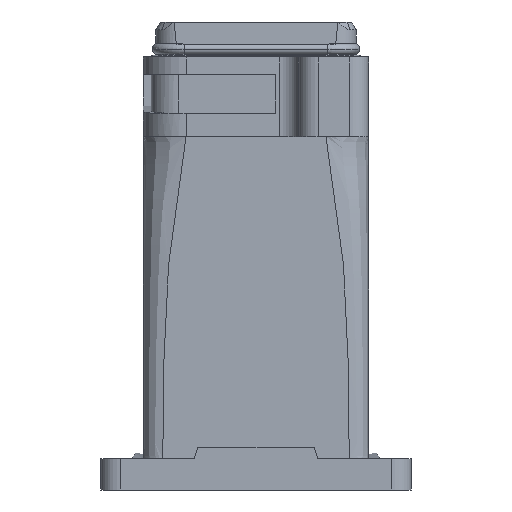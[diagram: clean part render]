
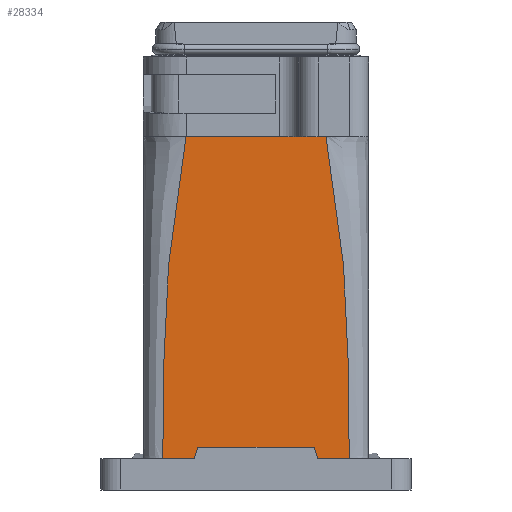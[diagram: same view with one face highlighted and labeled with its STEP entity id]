
A CAD part, front view. The second image highlights one B-rep face of the part: STEP entity #28334.
In plain terms, the highlighted planar face has unit normal (0, -1, 0).
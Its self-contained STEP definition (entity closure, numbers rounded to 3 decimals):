
#28232=AXIS2_PLACEMENT_3D('Plane Axis2P3D',#28229,#28230,#28231) ;
#25258=CARTESIAN_POINT('Line Origine',(40.,30.,11.)) ;
#25262=CARTESIAN_POINT('Vertex',(25.,30.,11.)) ;
#25264=CARTESIAN_POINT('Vertex',(55.,30.,11.)) ;
#27441=CARTESIAN_POINT('Vertex',(55.938,30.,8.)) ;
#27444=CARTESIAN_POINT('Line Origine',(55.469,30.,9.5)) ;
#27652=CARTESIAN_POINT('Line Origine',(24.531,30.,9.5)) ;
#27656=CARTESIAN_POINT('Vertex',(24.063,30.,8.)) ;
#28229=CARTESIAN_POINT('Axis2P3D Location',(69.,30.,8.)) ;
#28234=CARTESIAN_POINT('Line Origine',(40.,30.,91.)) ;
#28238=CARTESIAN_POINT('Vertex',(22.,30.,91.)) ;
#28240=CARTESIAN_POINT('Vertex',(58.,30.,91.)) ;
#28244=CARTESIAN_POINT('Control Point',(22.,30.,91.)) ;
#28245=CARTESIAN_POINT('Control Point',(22.,30.,90.714)) ;
#28246=CARTESIAN_POINT('Control Point',(22.,30.,90.438)) ;
#28247=CARTESIAN_POINT('Control Point',(21.999,30.,90.182)) ;
#28248=CARTESIAN_POINT('Control Point',(21.995,30.,89.571)) ;
#28249=CARTESIAN_POINT('Control Point',(21.982,30.,88.96)) ;
#28250=CARTESIAN_POINT('Control Point',(21.972,30.,88.638)) ;
#28251=CARTESIAN_POINT('Control Point',(21.889,30.,86.691)) ;
#28252=CARTESIAN_POINT('Control Point',(21.662,30.,84.749)) ;
#28253=CARTESIAN_POINT('Control Point',(21.331,30.,83.131)) ;
#28254=CARTESIAN_POINT('Control Point',(20.696,30.,80.515)) ;
#28255=CARTESIAN_POINT('Control Point',(20.049,30.,77.9)) ;
#28256=CARTESIAN_POINT('Control Point',(19.809,30.,76.874)) ;
#28257=CARTESIAN_POINT('Control Point',(19.525,30.,75.505)) ;
#28258=CARTESIAN_POINT('Control Point',(19.285,30.,74.131)) ;
#28259=CARTESIAN_POINT('Control Point',(19.228,30.,73.787)) ;
#28260=CARTESIAN_POINT('Control Point',(19.12,30.,73.107)) ;
#28261=CARTESIAN_POINT('Control Point',(19.02,30.,72.427)) ;
#28262=CARTESIAN_POINT('Control Point',(18.965,30.,72.045)) ;
#28263=CARTESIAN_POINT('Control Point',(17.978,30.,65.049)) ;
#28264=CARTESIAN_POINT('Control Point',(17.402,30.,58.016)) ;
#28265=CARTESIAN_POINT('Control Point',(16.985,30.,51.276)) ;
#28266=CARTESIAN_POINT('Control Point',(16.384,30.,38.769)) ;
#28267=CARTESIAN_POINT('Control Point',(16.085,30.,26.256)) ;
#28268=CARTESIAN_POINT('Control Point',(16.006,30.,20.443)) ;
#28269=CARTESIAN_POINT('Control Point',(16.,30.,14.487)) ;
#28270=CARTESIAN_POINT('Control Point',(16.,30.,8.532)) ;
#28271=CARTESIAN_POINT('Control Point',(16.,30.,8.374)) ;
#28272=CARTESIAN_POINT('Control Point',(16.,30.,8.197)) ;
#28273=CARTESIAN_POINT('Control Point',(16.,30.,8.)) ;
#28274=CARTESIAN_POINT('Vertex',(16.,30.,8.)) ;
#28277=CARTESIAN_POINT('Line Origine',(20.031,30.,8.)) ;
#28282=CARTESIAN_POINT('Line Origine',(59.969,30.,8.)) ;
#28286=CARTESIAN_POINT('Vertex',(64.,30.,8.)) ;
#28290=CARTESIAN_POINT('Control Point',(58.,30.,91.)) ;
#28291=CARTESIAN_POINT('Control Point',(58.,30.,90.707)) ;
#28292=CARTESIAN_POINT('Control Point',(58.,30.,90.42)) ;
#28293=CARTESIAN_POINT('Control Point',(58.001,30.,90.157)) ;
#28294=CARTESIAN_POINT('Control Point',(58.006,30.,89.545)) ;
#28295=CARTESIAN_POINT('Control Point',(58.02,30.,88.934)) ;
#28296=CARTESIAN_POINT('Control Point',(58.03,30.,88.618)) ;
#28297=CARTESIAN_POINT('Control Point',(58.086,30.,87.387)) ;
#28298=CARTESIAN_POINT('Control Point',(58.201,30.,86.159)) ;
#28299=CARTESIAN_POINT('Control Point',(58.327,30.,85.25)) ;
#28300=CARTESIAN_POINT('Control Point',(58.608,30.,83.663)) ;
#28301=CARTESIAN_POINT('Control Point',(58.964,30.,82.087)) ;
#28302=CARTESIAN_POINT('Control Point',(59.127,30.,81.412)) ;
#28303=CARTESIAN_POINT('Control Point',(59.551,30.,79.704)) ;
#28304=CARTESIAN_POINT('Control Point',(59.979,30.,77.997)) ;
#28305=CARTESIAN_POINT('Control Point',(60.224,30.,76.959)) ;
#28306=CARTESIAN_POINT('Control Point',(60.509,30.,75.575)) ;
#28307=CARTESIAN_POINT('Control Point',(60.747,30.,74.186)) ;
#28308=CARTESIAN_POINT('Control Point',(60.804,30.,73.841)) ;
#28309=CARTESIAN_POINT('Control Point',(60.911,30.,73.155)) ;
#28310=CARTESIAN_POINT('Control Point',(61.011,30.,72.468)) ;
#28311=CARTESIAN_POINT('Control Point',(61.063,30.,72.099)) ;
#28312=CARTESIAN_POINT('Control Point',(62.042,30.,65.089)) ;
#28313=CARTESIAN_POINT('Control Point',(62.611,30.,58.041)) ;
#28314=CARTESIAN_POINT('Control Point',(63.023,30.,51.293)) ;
#28315=CARTESIAN_POINT('Control Point',(63.618,30.,38.778)) ;
#28316=CARTESIAN_POINT('Control Point',(63.916,30.,26.256)) ;
#28317=CARTESIAN_POINT('Control Point',(63.994,30.,20.443)) ;
#28318=CARTESIAN_POINT('Control Point',(64.,30.,14.488)) ;
#28319=CARTESIAN_POINT('Control Point',(64.,30.,8.532)) ;
#28320=CARTESIAN_POINT('Control Point',(64.,30.,8.374)) ;
#28321=CARTESIAN_POINT('Control Point',(64.,30.,8.197)) ;
#28322=CARTESIAN_POINT('Control Point',(64.,30.,8.)) ;
#25259=DIRECTION('Vector Direction',(1.,0.,0.)) ;
#27445=DIRECTION('Vector Direction',(-0.298,0.,0.954)) ;
#27653=DIRECTION('Vector Direction',(0.298,0.,0.954)) ;
#28230=DIRECTION('Axis2P3D Direction',(0.,1.,0.)) ;
#28231=DIRECTION('Axis2P3D XDirection',(-1.,0.,0.)) ;
#28235=DIRECTION('Vector Direction',(-1.,0.,0.)) ;
#28278=DIRECTION('Vector Direction',(-1.,0.,0.)) ;
#28283=DIRECTION('Vector Direction',(-1.,0.,0.)) ;
#25260=VECTOR('Line Direction',#25259,1.) ;
#27446=VECTOR('Line Direction',#27445,1.) ;
#27654=VECTOR('Line Direction',#27653,1.) ;
#28236=VECTOR('Line Direction',#28235,1.) ;
#28279=VECTOR('Line Direction',#28278,1.) ;
#28284=VECTOR('Line Direction',#28283,1.) ;
#28325=ORIENTED_EDGE('',*,*,#28242,.F.) ;
#28326=ORIENTED_EDGE('',*,*,#28276,.T.) ;
#28327=ORIENTED_EDGE('',*,*,#28281,.T.) ;
#28328=ORIENTED_EDGE('',*,*,#27658,.T.) ;
#28329=ORIENTED_EDGE('',*,*,#25266,.T.) ;
#28330=ORIENTED_EDGE('',*,*,#27448,.F.) ;
#28331=ORIENTED_EDGE('',*,*,#28288,.T.) ;
#28332=ORIENTED_EDGE('',*,*,#28323,.F.) ;
#28334=ADVANCED_FACE('Housing',(#28333),#28233,.F.) ;
#28243=B_SPLINE_CURVE_WITH_KNOTS('',5,(#28244,#28245,#28246,#28247,#28248,#28249,#28250,#28251,#28252,#28253,#28254,#28255,#28256,#28257,#28258,#28259,#28260,#28261,#28262,#28263,#28264,#28265,#28266,#28267,#28268,#28269,#28270,#28271,#28272,#28273),.UNSPECIFIED.,.F.,.U.,(6,3,3,3,3,3,3,3,3,6),(28.754,31.261,34.048,48.131,57.148,60.155,63.082,121.141,171.47,172.719),.UNSPECIFIED.) ;
#28289=B_SPLINE_CURVE_WITH_KNOTS('',5,(#28290,#28291,#28292,#28293,#28294,#28295,#28296,#28297,#28298,#28299,#28300,#28301,#28302,#28303,#28304,#28305,#28306,#28307,#28308,#28309,#28310,#28311,#28312,#28313,#28314,#28315,#28316,#28317,#28318,#28319,#28320,#28321,#28322),.UNSPECIFIED.,.F.,.U.,(6,3,3,3,3,3,3,3,3,3,6),(28.753,31.308,34.048,41.968,47.928,57.056,60.076,63.046,121.177,171.506,172.756),.UNSPECIFIED.) ;
#25266=EDGE_CURVE('',#25263,#25265,#25261,.T.) ;
#27448=EDGE_CURVE('',#27442,#25265,#27447,.T.) ;
#27658=EDGE_CURVE('',#27657,#25263,#27655,.T.) ;
#28242=EDGE_CURVE('',#28239,#28241,#28237,.F.) ;
#28276=EDGE_CURVE('',#28239,#28275,#28243,.T.) ;
#28281=EDGE_CURVE('',#28275,#27657,#28280,.F.) ;
#28288=EDGE_CURVE('',#27442,#28287,#28285,.F.) ;
#28323=EDGE_CURVE('',#28241,#28287,#28289,.T.) ;
#28324=EDGE_LOOP('',(#28325,#28326,#28327,#28328,#28329,#28330,#28331,#28332)) ;
#28333=FACE_OUTER_BOUND('',#28324,.T.) ;
#25261=LINE('Line',#25258,#25260) ;
#27447=LINE('Line',#27444,#27446) ;
#27655=LINE('Line',#27652,#27654) ;
#28237=LINE('Line',#28234,#28236) ;
#28280=LINE('Line',#28277,#28279) ;
#28285=LINE('Line',#28282,#28284) ;
#28233=PLANE('',#28232) ;
#25263=VERTEX_POINT('',#25262) ;
#25265=VERTEX_POINT('',#25264) ;
#27442=VERTEX_POINT('',#27441) ;
#27657=VERTEX_POINT('',#27656) ;
#28239=VERTEX_POINT('',#28238) ;
#28241=VERTEX_POINT('',#28240) ;
#28275=VERTEX_POINT('',#28274) ;
#28287=VERTEX_POINT('',#28286) ;
